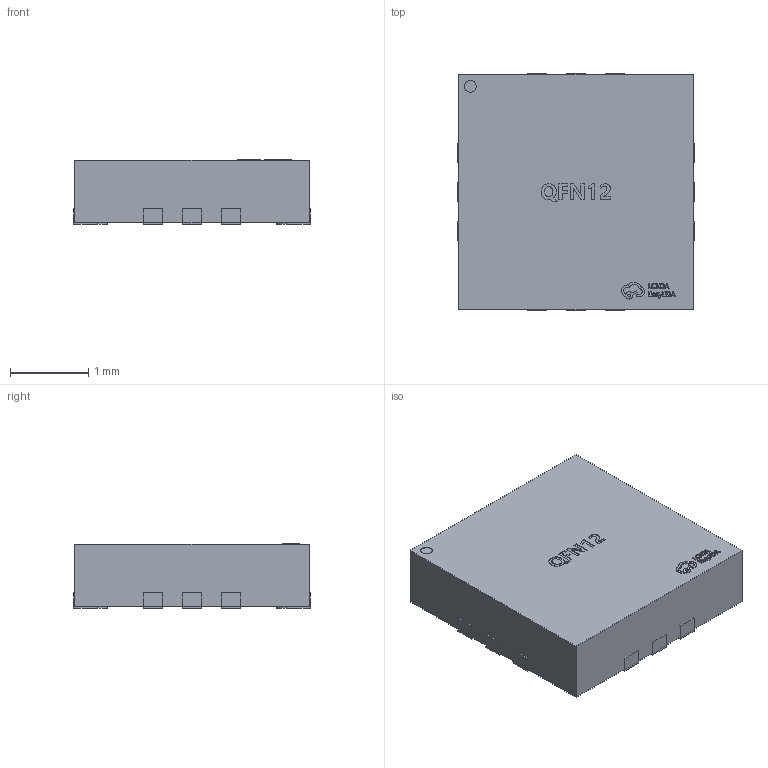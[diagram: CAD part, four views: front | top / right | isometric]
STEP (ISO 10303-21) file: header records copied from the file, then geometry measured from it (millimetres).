
FILE_DESCRIPTION (( 'STEP AP214' ), '1' );
FILE_NAME ('QFN-12_L3.0-W3.0-H0.8-P0.50.step', '2022-07-15T02:45:50', ( '' ), ( '' ), 'SwSTEP 2.0', 'SolidWorks 2020', '' );
FILE_SCHEMA (( 'AUTOMOTIVE_DESIGN' ));
Length unit declared in the file: millimetre
Products named in the file (1): QFN-12_L3.0-W3.0-H0.8-P0.50
Bounding box: 3.02 x 3.02 x 0.83 mm (x, y, z)
Volume: 7.4 mm3; surface area: 33.1 mm2
Topology: 13 solids, 13 shells, 429 faces, 1110 edges, 740 vertices
Faces by surface type: plane 279, bspline 136, cylinder 14
Entity records: 20149 total; most frequent: CARTESIAN_POINT 5696, ORIENTED_EDGE 2220, DIRECTION 1450, EDGE_CURVE 1110, VECTOR 806, LINE 806, VERTEX_POINT 740, EDGE_LOOP 462
